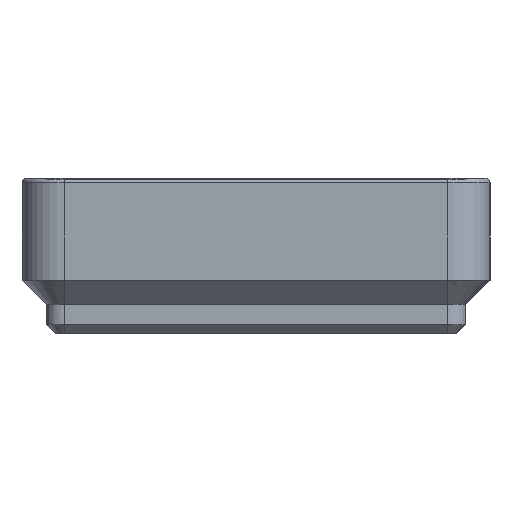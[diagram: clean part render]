
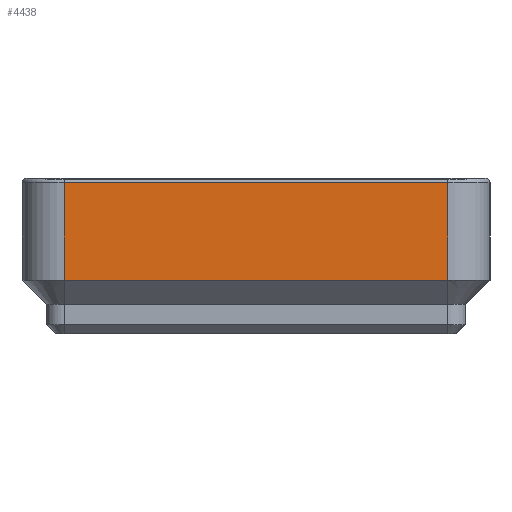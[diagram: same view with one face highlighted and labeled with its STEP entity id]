
A CAD part, left-side view. The second image highlights one B-rep face of the part: STEP entity #4438.
In plain terms, the highlighted planar face has unit normal (-1, 0, 0).
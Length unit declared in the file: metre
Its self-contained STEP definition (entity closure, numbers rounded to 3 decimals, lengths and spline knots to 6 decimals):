
#107=PLANE('',#4790);
#481=LINE('',#6989,#864);
#552=LINE('',#7203,#935);
#575=LINE('',#7311,#958);
#576=LINE('',#7313,#959);
#864=VECTOR('',#5259,1.);
#935=VECTOR('',#5484,1.);
#958=VECTOR('',#5533,1.);
#959=VECTOR('',#5534,1.);
#1546=ORIENTED_EDGE('',*,*,#2734,.T.);
#1547=ORIENTED_EDGE('',*,*,#2735,.T.);
#1548=ORIENTED_EDGE('',*,*,#2696,.F.);
#1549=ORIENTED_EDGE('',*,*,#2592,.T.);
#2592=EDGE_CURVE('',#3240,#3239,#481,.F.);
#2696=EDGE_CURVE('',#3240,#3302,#552,.T.);
#2734=EDGE_CURVE('',#3239,#3330,#575,.T.);
#2735=EDGE_CURVE('',#3330,#3302,#576,.T.);
#3239=VERTEX_POINT('',#6988);
#3240=VERTEX_POINT('',#6990);
#3302=VERTEX_POINT('',#7204);
#3330=VERTEX_POINT('',#7312);
#3706=EDGE_LOOP('',(#1546,#1547,#1548,#1549));
#4039=FACE_BOUND('',#3706,.T.);
#4438=ADVANCED_FACE('',(#4039),#107,.T.);
#4790=AXIS2_PLACEMENT_3D('',#7310,#5531,#5532);
#5259=DIRECTION('',(0.,0.,-1.));
#5484=DIRECTION('',(0.,1.,0.));
#5531=DIRECTION('',(-1.,0.,0.));
#5532=DIRECTION('',(0.,0.,1.));
#5533=DIRECTION('',(0.,1.,0.));
#5534=DIRECTION('',(0.,0.,-1.));
#6988=CARTESIAN_POINT('',(0.00025,0.004,0.0134));
#6989=CARTESIAN_POINT('',(0.00025,0.004,0.0072));
#6990=CARTESIAN_POINT('',(0.00025,0.004,0.00475));
#7203=CARTESIAN_POINT('',(0.00025,0.021,0.00475));
#7204=CARTESIAN_POINT('',(0.00025,0.038,0.00475));
#7310=CARTESIAN_POINT('',(0.00025,0.021,0.0072));
#7311=CARTESIAN_POINT('',(0.00025,0.021,0.0134));
#7312=CARTESIAN_POINT('',(0.00025,0.038,0.0134));
#7313=CARTESIAN_POINT('',(0.00025,0.038,0.0072));
